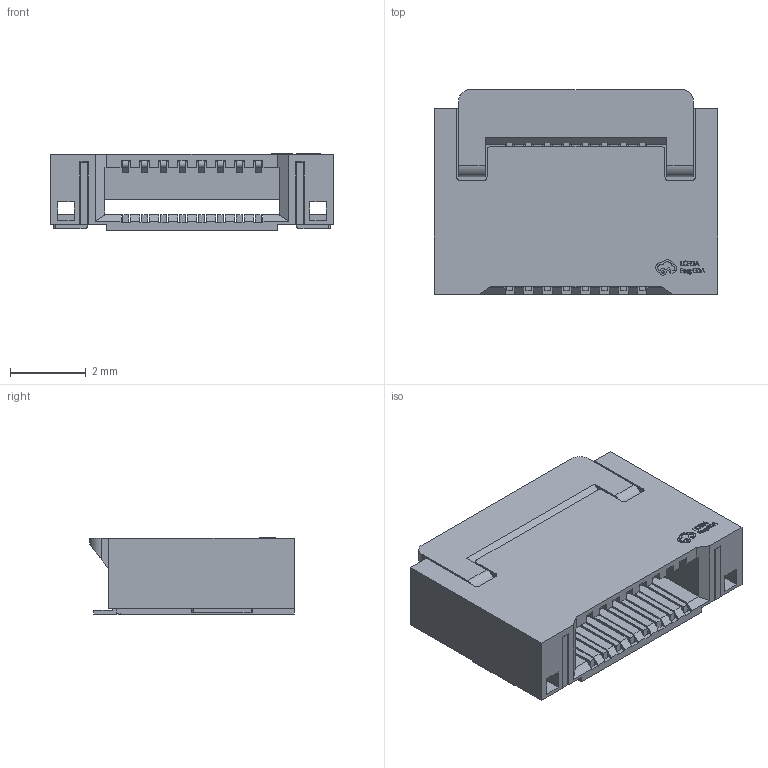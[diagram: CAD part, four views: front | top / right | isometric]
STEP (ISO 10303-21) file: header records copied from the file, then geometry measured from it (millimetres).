
FILE_DESCRIPTION (( 'STEP AP214' ), '1' );
FILE_NAME ('FPC-SMD_8P-P0.50_XUNPU_FPC-05FB-8PH20.step', '2022-07-06T12:14:54', ( '' ), ( '' ), 'SwSTEP 2.0', 'SolidWorks 2020', '' );
FILE_SCHEMA (( 'AUTOMOTIVE_DESIGN' ));
Length unit declared in the file: millimetre
Products named in the file (1): FPC-SMD_8P-P0.50_XUNPU_FPC-05FB-8PH20
Bounding box: 7.5 x 5.4 x 2.01 mm (x, y, z)
Volume: 35.5 mm3; surface area: 323.8 mm2
Topology: 20 solids, 20 shells, 656 faces, 1772 edges, 1180 vertices
Faces by surface type: plane 516, bspline 110, cylinder 30
Entity records: 29047 total; most frequent: CARTESIAN_POINT 5797, ORIENTED_EDGE 3544, DIRECTION 2698, EDGE_CURVE 1772, VECTOR 1488, LINE 1488, VERTEX_POINT 1180, EDGE_LOOP 690
